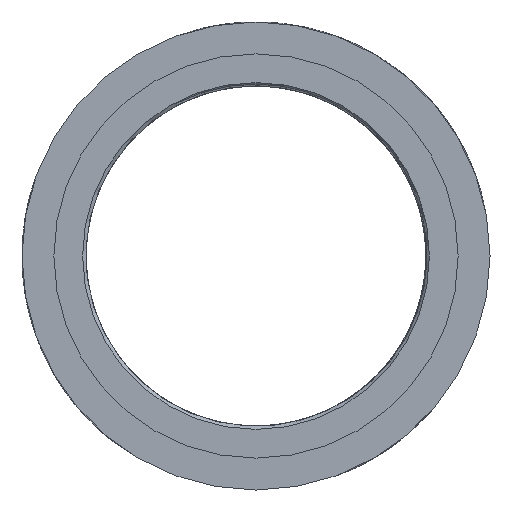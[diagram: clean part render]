
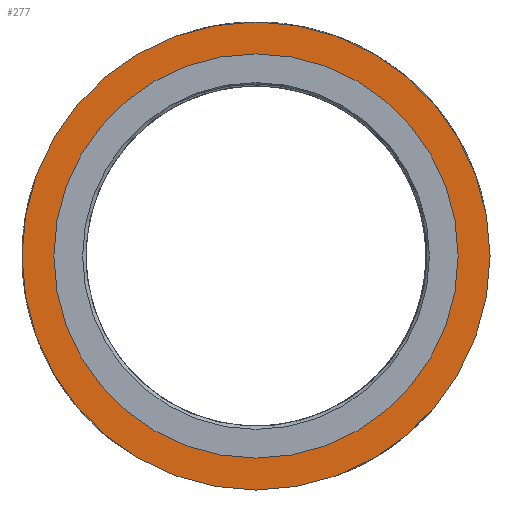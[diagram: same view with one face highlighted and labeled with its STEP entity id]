
A CAD part, left-side view. The second image highlights one B-rep face of the part: STEP entity #277.
In plain terms, the highlighted planar face has unit normal (-1, 0, 0).
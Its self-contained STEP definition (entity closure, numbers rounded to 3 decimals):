
#123=PLANE('',#3044);
#277=ADVANCED_FACE('',(#913,#914),#123,.T.);
#913=FACE_BOUND('',#1106,.T.);
#914=FACE_BOUND('',#1107,.T.);
#1106=EDGE_LOOP('',(#1984));
#1107=EDGE_LOOP('',(#1985));
#1984=ORIENTED_EDGE('',*,*,#2900,.F.);
#1985=ORIENTED_EDGE('',*,*,#2899,.F.);
#2455=VERTEX_POINT('',#6846);
#2456=VERTEX_POINT('',#6849);
#2899=EDGE_CURVE('',#2455,#2455,#2930,.T.);
#2900=EDGE_CURVE('',#2456,#2456,#2931,.T.);
#2930=CIRCLE('',#3041,19.);
#2931=CIRCLE('',#3043,22.);
#3041=AXIS2_PLACEMENT_3D('',#6845,#3268,#3269);
#3043=AXIS2_PLACEMENT_3D('',#6848,#3272,#3273);
#3044=AXIS2_PLACEMENT_3D('',#6850,#3274,#3275);
#3268=DIRECTION('',(-1.,0.,0.));
#3269=DIRECTION('',(0.,0.,1.));
#3272=DIRECTION('',(1.,0.,0.));
#3273=DIRECTION('',(0.,0.,1.));
#3274=DIRECTION('',(-1.,0.,0.));
#3275=DIRECTION('',(0.,0.,1.));
#6845=CARTESIAN_POINT('',(4.5,0.,0.));
#6846=CARTESIAN_POINT('',(4.5,0.,19.));
#6848=CARTESIAN_POINT('',(4.5,0.,0.));
#6849=CARTESIAN_POINT('',(4.5,0.,22.));
#6850=CARTESIAN_POINT('',(4.5,19.,0.));
